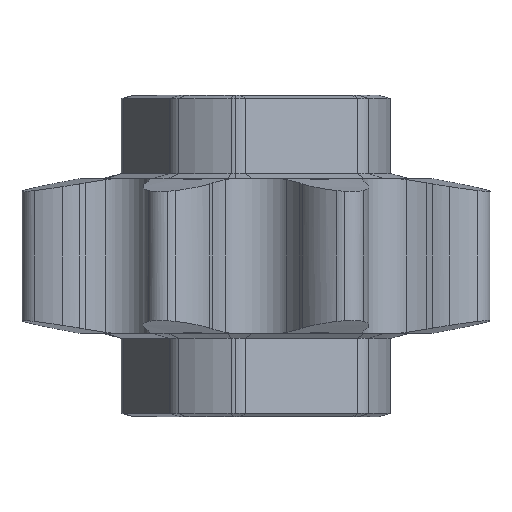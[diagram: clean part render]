
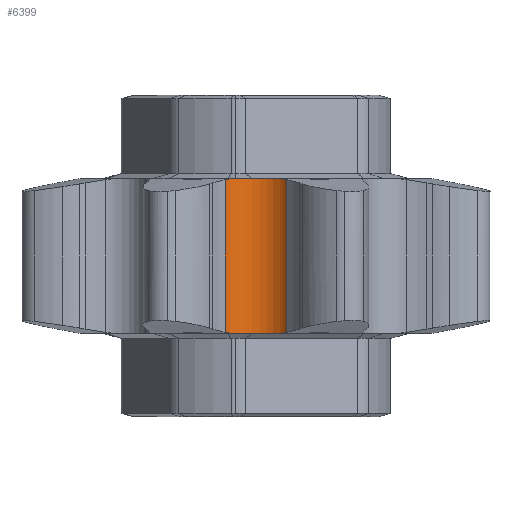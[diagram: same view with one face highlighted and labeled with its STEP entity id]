
A CAD part, left-side view. The second image highlights one B-rep face of the part: STEP entity #6399.
In plain terms, the highlighted cylindrical face has radius 1.65 mm (diameter 3.3 mm), a partial arc.
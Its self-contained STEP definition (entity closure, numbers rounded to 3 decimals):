
#113 = DIRECTION ( 'NONE',  ( 0., 0., -1. ) ) ;
#125 = CARTESIAN_POINT ( 'NONE',  ( -6.935, 0.932, -3.05 ) ) ;
#127 = ORIENTED_EDGE ( 'NONE', *, *, #6326, .T. ) ;
#506 = DIRECTION ( 'NONE',  ( 0., 0., -1. ) ) ;
#586 = CARTESIAN_POINT ( 'NONE',  ( -6.98, 0.998, -3.05 ) ) ;
#765 = EDGE_CURVE ( 'NONE', #3227, #2171, #7525, .T. ) ;
#839 = ORIENTED_EDGE ( 'NONE', *, *, #7444, .T. ) ;
#946 = CARTESIAN_POINT ( 'NONE',  ( -7.115, 1.152, 3.028 ) ) ;
#989 = EDGE_LOOP ( 'NONE', ( #7813, #5741, #127, #1552, #4035, #4756, #5032, #7140, #839, #5222, #4558, #7768 ) ) ;
#1034 = LINE ( 'NONE', #7425, #2421 ) ;
#1042 = CARTESIAN_POINT ( 'NONE',  ( -6.98, -0.998, -3.05 ) ) ;
#1130 = CARTESIAN_POINT ( 'NONE',  ( -7.084, -1.118, -3.035 ) ) ;
#1235 = CARTESIAN_POINT ( 'NONE',  ( -7.084, 1.118, -3.035 ) ) ;
#1323 = CIRCLE ( 'NONE', #1976, 1.65 ) ;
#1552 = ORIENTED_EDGE ( 'NONE', *, *, #8159, .T. ) ;
#1558 = CARTESIAN_POINT ( 'NONE',  ( -6.935, 0.932, 3.05 ) ) ;
#1756 = DIRECTION ( 'NONE',  ( 0., 0., -1. ) ) ;
#1760 = EDGE_CURVE ( 'NONE', #7174, #3203, #4284, .T. ) ;
#1976 = AXIS2_PLACEMENT_3D ( 'NONE', #3226, #5736, #6243 ) ;
#2075 = VERTEX_POINT ( 'NONE', #2645 ) ;
#2171 = VERTEX_POINT ( 'NONE', #3210 ) ;
#2277 = VERTEX_POINT ( 'NONE', #1558 ) ;
#2421 = VECTOR ( 'NONE', #506, 1000. ) ;
#2609 = EDGE_CURVE ( 'NONE', #2277, #5964, #3396, .T. ) ;
#2619 = B_SPLINE_CURVE_WITH_KNOTS ( 'NONE', 3,
 ( #7595, #3215, #6270, #7012 ),
 .UNSPECIFIED., .F., .F.,
 ( 4, 4 ),
 ( 0., 0. ),
 .UNSPECIFIED. ) ;
#2645 = CARTESIAN_POINT ( 'NONE',  ( -6.935, 0.932, -3.05 ) ) ;
#2776 = CARTESIAN_POINT ( 'NONE',  ( -7.03, -1.06, 3.046 ) ) ;
#2782 = VERTEX_POINT ( 'NONE', #5687 ) ;
#2873 = AXIS2_PLACEMENT_3D ( 'NONE', #6683, #7979, #6854 ) ;
#3114 = B_SPLINE_CURVE_WITH_KNOTS ( 'NONE', 3,
 ( #5169, #7705, #3371, #5882 ),
 .UNSPECIFIED., .F., .F.,
 ( 4, 4 ),
 ( 0., 0. ),
 .UNSPECIFIED. ) ;
#3144 = CARTESIAN_POINT ( 'NONE',  ( -7.182, -1.217, 3.05 ) ) ;
#3201 = CARTESIAN_POINT ( 'NONE',  ( -7.182, -1.217, 3.015 ) ) ;
#3203 = VERTEX_POINT ( 'NONE', #1235 ) ;
#3210 = CARTESIAN_POINT ( 'NONE',  ( -7.182, -1.217, -3.015 ) ) ;
#3215 = CARTESIAN_POINT ( 'NONE',  ( -7.148, -1.185, 3.022 ) ) ;
#3226 = CARTESIAN_POINT ( 'NONE',  ( -8.297, 0., -3.05 ) ) ;
#3227 = VERTEX_POINT ( 'NONE', #3201 ) ;
#3266 = EDGE_CURVE ( 'NONE', #3203, #2075, #3269, .T. ) ;
#3269 = B_SPLINE_CURVE_WITH_KNOTS ( 'NONE', 3,
 ( #5752, #6225, #586, #125 ),
 .UNSPECIFIED., .F., .F.,
 ( 4, 4 ),
 ( 0., 0. ),
 .UNSPECIFIED. ) ;
#3371 = CARTESIAN_POINT ( 'NONE',  ( -7.148, -1.185, -3.022 ) ) ;
#3396 = CIRCLE ( 'NONE', #2873, 1.65 ) ;
#3405 = CARTESIAN_POINT ( 'NONE',  ( -7.084, 1.118, 3.035 ) ) ;
#3450 = CARTESIAN_POINT ( 'NONE',  ( -7.148, 1.185, 3.022 ) ) ;
#3527 = CYLINDRICAL_SURFACE ( 'NONE', #5544, 1.65 ) ;
#3610 = B_SPLINE_CURVE_WITH_KNOTS ( 'NONE', 3,
 ( #5563, #1042, #8016, #1130 ),
 .UNSPECIFIED., .F., .F.,
 ( 4, 4 ),
 ( 0., 0. ),
 .UNSPECIFIED. ) ;
#3613 = CARTESIAN_POINT ( 'NONE',  ( -8.297, 0., 3.05 ) ) ;
#3632 = VERTEX_POINT ( 'NONE', #6444 ) ;
#3651 = CARTESIAN_POINT ( 'NONE',  ( -7.115, 1.152, -3.028 ) ) ;
#3718 = CARTESIAN_POINT ( 'NONE',  ( -6.935, 0.932, 3.05 ) ) ;
#3885 = VERTEX_POINT ( 'NONE', #7225 ) ;
#4035 = ORIENTED_EDGE ( 'NONE', *, *, #1760, .T. ) ;
#4073 = EDGE_CURVE ( 'NONE', #2075, #3632, #1323, .T. ) ;
#4107 = FACE_OUTER_BOUND ( 'NONE', #989, .T. ) ;
#4284 = B_SPLINE_CURVE_WITH_KNOTS ( 'NONE', 3,
 ( #7412, #6122, #3651, #5452 ),
 .UNSPECIFIED., .F., .F.,
 ( 4, 4 ),
 ( 0., 0. ),
 .UNSPECIFIED. ) ;
#4558 = ORIENTED_EDGE ( 'NONE', *, *, #7947, .T. ) ;
#4756 = ORIENTED_EDGE ( 'NONE', *, *, #3266, .T. ) ;
#4842 = CARTESIAN_POINT ( 'NONE',  ( -7.182, 1.217, -3.015 ) ) ;
#4923 = CARTESIAN_POINT ( 'NONE',  ( -7.084, -1.118, 3.035 ) ) ;
#4977 = CARTESIAN_POINT ( 'NONE',  ( -7.03, 1.06, 3.046 ) ) ;
#5032 = ORIENTED_EDGE ( 'NONE', *, *, #4073, .T. ) ;
#5169 = CARTESIAN_POINT ( 'NONE',  ( -7.084, -1.118, -3.035 ) ) ;
#5171 = B_SPLINE_CURVE_WITH_KNOTS ( 'NONE', 3,
 ( #5998, #2776, #7186, #7270 ),
 .UNSPECIFIED., .F., .F.,
 ( 4, 4 ),
 ( 0., 0. ),
 .UNSPECIFIED. ) ;
#5222 = ORIENTED_EDGE ( 'NONE', *, *, #765, .F. ) ;
#5452 = CARTESIAN_POINT ( 'NONE',  ( -7.084, 1.118, -3.035 ) ) ;
#5544 = AXIS2_PLACEMENT_3D ( 'NONE', #3613, #1756, #7863 ) ;
#5563 = CARTESIAN_POINT ( 'NONE',  ( -6.935, -0.932, -3.05 ) ) ;
#5619 = EDGE_CURVE ( 'NONE', #3632, #3885, #3610, .T. ) ;
#5687 = CARTESIAN_POINT ( 'NONE',  ( -7.182, 1.217, 3.015 ) ) ;
#5736 = DIRECTION ( 'NONE',  ( 0., 0., -1. ) ) ;
#5741 = ORIENTED_EDGE ( 'NONE', *, *, #6888, .T. ) ;
#5752 = CARTESIAN_POINT ( 'NONE',  ( -7.084, 1.118, -3.035 ) ) ;
#5882 = CARTESIAN_POINT ( 'NONE',  ( -7.182, -1.217, -3.015 ) ) ;
#5964 = VERTEX_POINT ( 'NONE', #6759 ) ;
#5967 = CARTESIAN_POINT ( 'NONE',  ( -7.182, 1.217, 3.015 ) ) ;
#5998 = CARTESIAN_POINT ( 'NONE',  ( -7.084, -1.118, 3.035 ) ) ;
#6122 = CARTESIAN_POINT ( 'NONE',  ( -7.148, 1.185, -3.022 ) ) ;
#6174 = VERTEX_POINT ( 'NONE', #4923 ) ;
#6225 = CARTESIAN_POINT ( 'NONE',  ( -7.03, 1.06, -3.046 ) ) ;
#6243 = DIRECTION ( 'NONE',  ( 1., 0., 0. ) ) ;
#6270 = CARTESIAN_POINT ( 'NONE',  ( -7.115, -1.152, 3.028 ) ) ;
#6326 = EDGE_CURVE ( 'NONE', #7370, #2782, #6394, .T. ) ;
#6348 = CARTESIAN_POINT ( 'NONE',  ( -7.084, 1.118, 3.035 ) ) ;
#6394 = B_SPLINE_CURVE_WITH_KNOTS ( 'NONE', 3,
 ( #6575, #946, #3450, #5967 ),
 .UNSPECIFIED., .F., .F.,
 ( 4, 4 ),
 ( 0., 0. ),
 .UNSPECIFIED. ) ;
#6399 = ADVANCED_FACE ( 'NONE', ( #4107 ), #3527, .F. ) ;
#6444 = CARTESIAN_POINT ( 'NONE',  ( -6.935, -0.932, -3.05 ) ) ;
#6575 = CARTESIAN_POINT ( 'NONE',  ( -7.084, 1.118, 3.035 ) ) ;
#6683 = CARTESIAN_POINT ( 'NONE',  ( -8.297, 0., 3.05 ) ) ;
#6749 = EDGE_CURVE ( 'NONE', #6174, #5964, #5171, .T. ) ;
#6759 = CARTESIAN_POINT ( 'NONE',  ( -6.935, -0.932, 3.05 ) ) ;
#6854 = DIRECTION ( 'NONE',  ( 1., 0., 0. ) ) ;
#6888 = EDGE_CURVE ( 'NONE', #2277, #7370, #7455, .T. ) ;
#7012 = CARTESIAN_POINT ( 'NONE',  ( -7.084, -1.118, 3.035 ) ) ;
#7140 = ORIENTED_EDGE ( 'NONE', *, *, #5619, .T. ) ;
#7174 = VERTEX_POINT ( 'NONE', #4842 ) ;
#7186 = CARTESIAN_POINT ( 'NONE',  ( -6.98, -0.998, 3.05 ) ) ;
#7225 = CARTESIAN_POINT ( 'NONE',  ( -7.084, -1.118, -3.035 ) ) ;
#7270 = CARTESIAN_POINT ( 'NONE',  ( -6.935, -0.932, 3.05 ) ) ;
#7308 = VECTOR ( 'NONE', #113, 1000. ) ;
#7370 = VERTEX_POINT ( 'NONE', #3405 ) ;
#7412 = CARTESIAN_POINT ( 'NONE',  ( -7.182, 1.217, -3.015 ) ) ;
#7425 = CARTESIAN_POINT ( 'NONE',  ( -7.182, 1.217, 3.05 ) ) ;
#7444 = EDGE_CURVE ( 'NONE', #3885, #2171, #3114, .T. ) ;
#7455 = B_SPLINE_CURVE_WITH_KNOTS ( 'NONE', 3,
 ( #3718, #7550, #4977, #6348 ),
 .UNSPECIFIED., .F., .F.,
 ( 4, 4 ),
 ( 0., 0. ),
 .UNSPECIFIED. ) ;
#7525 = LINE ( 'NONE', #3144, #7308 ) ;
#7550 = CARTESIAN_POINT ( 'NONE',  ( -6.98, 0.998, 3.05 ) ) ;
#7595 = CARTESIAN_POINT ( 'NONE',  ( -7.182, -1.217, 3.015 ) ) ;
#7705 = CARTESIAN_POINT ( 'NONE',  ( -7.115, -1.152, -3.028 ) ) ;
#7768 = ORIENTED_EDGE ( 'NONE', *, *, #6749, .T. ) ;
#7813 = ORIENTED_EDGE ( 'NONE', *, *, #2609, .F. ) ;
#7863 = DIRECTION ( 'NONE',  ( -1., 0., 0. ) ) ;
#7947 = EDGE_CURVE ( 'NONE', #3227, #6174, #2619, .T. ) ;
#7979 = DIRECTION ( 'NONE',  ( 0., 0., -1. ) ) ;
#8016 = CARTESIAN_POINT ( 'NONE',  ( -7.03, -1.06, -3.046 ) ) ;
#8159 = EDGE_CURVE ( 'NONE', #2782, #7174, #1034, .T. ) ;
